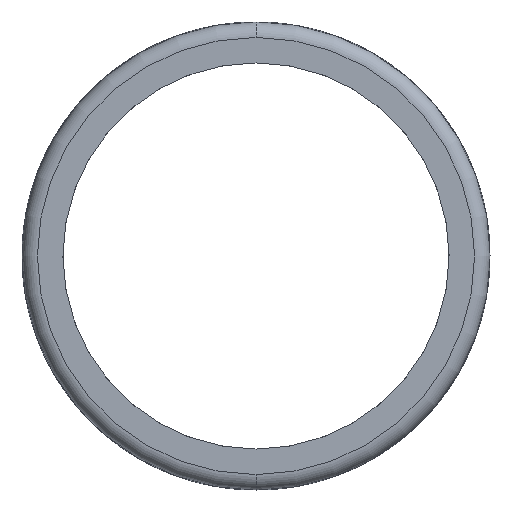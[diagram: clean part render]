
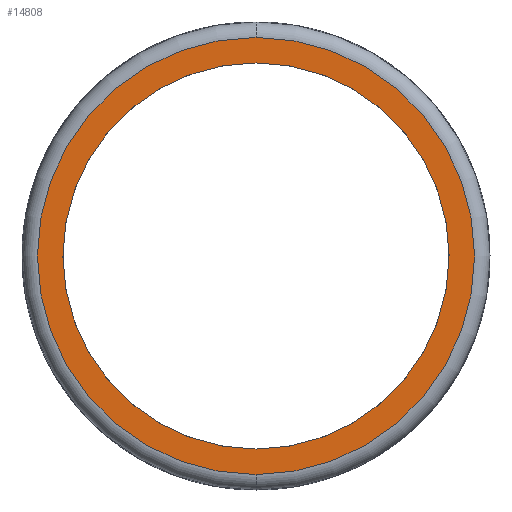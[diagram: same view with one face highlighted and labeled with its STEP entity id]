
A CAD part, front view. The second image highlights one B-rep face of the part: STEP entity #14808.
In plain terms, the highlighted planar face has unit normal (0, -1, 0).
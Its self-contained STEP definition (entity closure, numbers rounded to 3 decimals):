
#7 = FACE_BOUND ( 'NONE', #5833, .T. ) ;
#36 = AXIS2_PLACEMENT_3D ( 'NONE', #2780, #14747, #8006 ) ;
#37 = CIRCLE ( 'NONE', #36, 12.5 ) ;
#78 = ORIENTED_EDGE ( 'NONE', *, *, #1579, .F. ) ;
#1168 = DIRECTION ( 'NONE',  ( 0., 1., 0. ) ) ;
#1510 = EDGE_LOOP ( 'NONE', ( #11535, #78 ) ) ;
#1579 = EDGE_CURVE ( 'NONE', #6288, #5914, #1730, .T. ) ;
#1730 = CIRCLE ( 'NONE', #2255, 14.15 ) ;
#1813 = CARTESIAN_POINT ( 'NONE',  ( 0., -20., -12.5 ) ) ;
#2255 = AXIS2_PLACEMENT_3D ( 'NONE', #13040, #1168, #12983 ) ;
#2780 = CARTESIAN_POINT ( 'NONE',  ( 0., -20., 0. ) ) ;
#3106 = CARTESIAN_POINT ( 'NONE',  ( 12.5, -20., 0. ) ) ;
#3372 = CARTESIAN_POINT ( 'NONE',  ( 0., -20., -14.15 ) ) ;
#4204 = DIRECTION ( 'NONE',  ( 0., 1., 0. ) ) ;
#4439 = PLANE ( 'NONE',  #8139 ) ;
#4755 = EDGE_CURVE ( 'NONE', #5914, #6288, #11660, .T. ) ;
#4849 = EDGE_CURVE ( 'NONE', #9300, #13868, #37, .T. ) ;
#5833 = EDGE_LOOP ( 'NONE', ( #10475, #15838 ) ) ;
#5914 = VERTEX_POINT ( 'NONE', #8649 ) ;
#6288 = VERTEX_POINT ( 'NONE', #3372 ) ;
#6992 = DIRECTION ( 'NONE',  ( 0., 1., 0. ) ) ;
#7487 = FACE_OUTER_BOUND ( 'NONE', #1510, .T. ) ;
#8006 = DIRECTION ( 'NONE',  ( 0., 0., 1. ) ) ;
#8139 = AXIS2_PLACEMENT_3D ( 'NONE', #3106, #6992, #12199 ) ;
#8649 = CARTESIAN_POINT ( 'NONE',  ( 0., -20., 14.15 ) ) ;
#9300 = VERTEX_POINT ( 'NONE', #1813 ) ;
#10299 = EDGE_CURVE ( 'NONE', #13868, #9300, #14403, .T. ) ;
#10443 = CARTESIAN_POINT ( 'NONE',  ( 0., -20., 0. ) ) ;
#10475 = ORIENTED_EDGE ( 'NONE', *, *, #10299, .T. ) ;
#11039 = AXIS2_PLACEMENT_3D ( 'NONE', #10443, #14345, #13130 ) ;
#11535 = ORIENTED_EDGE ( 'NONE', *, *, #4755, .F. ) ;
#11660 = CIRCLE ( 'NONE', #11039, 14.15 ) ;
#12199 = DIRECTION ( 'NONE',  ( 0., 0., 1. ) ) ;
#12854 = CARTESIAN_POINT ( 'NONE',  ( 0., -20., 12.5 ) ) ;
#12983 = DIRECTION ( 'NONE',  ( 0., 0., 1. ) ) ;
#13040 = CARTESIAN_POINT ( 'NONE',  ( 0., -20., 0. ) ) ;
#13130 = DIRECTION ( 'NONE',  ( 0., 0., 1. ) ) ;
#13637 = DIRECTION ( 'NONE',  ( 0., 0., 1. ) ) ;
#13868 = VERTEX_POINT ( 'NONE', #12854 ) ;
#14345 = DIRECTION ( 'NONE',  ( 0., 1., 0. ) ) ;
#14403 = CIRCLE ( 'NONE', #14915, 12.5 ) ;
#14747 = DIRECTION ( 'NONE',  ( 0., 1., 0. ) ) ;
#14808 = ADVANCED_FACE ( 'NONE', ( #7487, #7 ), #4439, .F. ) ;
#14915 = AXIS2_PLACEMENT_3D ( 'NONE', #16078, #4204, #13637 ) ;
#15838 = ORIENTED_EDGE ( 'NONE', *, *, #4849, .T. ) ;
#16078 = CARTESIAN_POINT ( 'NONE',  ( 0., -20., 0. ) ) ;
